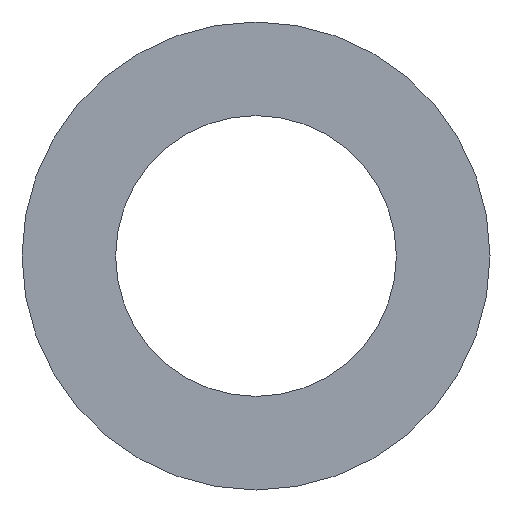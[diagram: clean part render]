
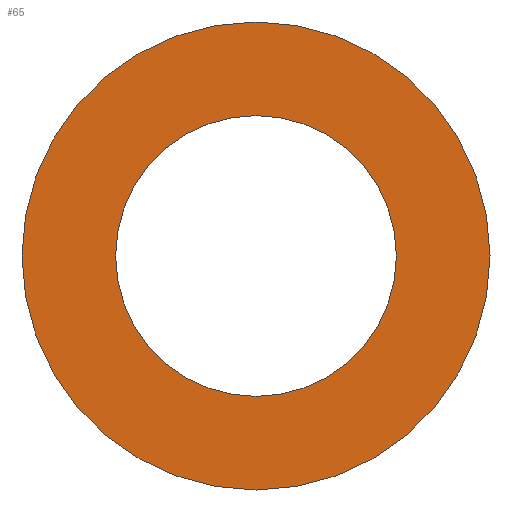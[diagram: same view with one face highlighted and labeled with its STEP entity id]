
A CAD part, front view. The second image highlights one B-rep face of the part: STEP entity #65.
In plain terms, the highlighted planar face has unit normal (0, -1, 0).
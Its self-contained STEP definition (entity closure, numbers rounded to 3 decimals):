
#2 = AXIS2_PLACEMENT_3D ( 'NONE', #33, #79, #20 ) ;
#7 = CARTESIAN_POINT ( 'NONE',  ( 0., 0., -5. ) ) ;
#17 = VERTEX_POINT ( 'NONE', #151 ) ;
#20 = DIRECTION ( 'NONE',  ( 0., 0., 1. ) ) ;
#22 = EDGE_CURVE ( 'NONE', #133, #61, #114, .T. ) ;
#25 = PLANE ( 'NONE',  #132 ) ;
#26 = FACE_OUTER_BOUND ( 'NONE', #118, .T. ) ;
#29 = EDGE_LOOP ( 'NONE', ( #149, #77 ) ) ;
#30 = AXIS2_PLACEMENT_3D ( 'NONE', #66, #167, #140 ) ;
#31 = EDGE_CURVE ( 'NONE', #32, #17, #166, .T. ) ;
#32 = VERTEX_POINT ( 'NONE', #62 ) ;
#33 = CARTESIAN_POINT ( 'NONE',  ( 0., 0., 0. ) ) ;
#38 = DIRECTION ( 'NONE',  ( 0., 1., 0. ) ) ;
#41 = DIRECTION ( 'NONE',  ( 0., 0., 1. ) ) ;
#52 = CARTESIAN_POINT ( 'NONE',  ( 0., 0., 0. ) ) ;
#60 = EDGE_CURVE ( 'NONE', #17, #32, #84, .T. ) ;
#61 = VERTEX_POINT ( 'NONE', #7 ) ;
#62 = CARTESIAN_POINT ( 'NONE',  ( 0., 0., 3. ) ) ;
#64 = ORIENTED_EDGE ( 'NONE', *, *, #154, .F. ) ;
#65 = ADVANCED_FACE ( 'NONE', ( #26, #130 ), #25, .F. ) ;
#66 = CARTESIAN_POINT ( 'NONE',  ( 0., 0., 0. ) ) ;
#70 = CARTESIAN_POINT ( 'NONE',  ( 0., 0., 5. ) ) ;
#77 = ORIENTED_EDGE ( 'NONE', *, *, #31, .T. ) ;
#79 = DIRECTION ( 'NONE',  ( 0., 1., 0. ) ) ;
#81 = DIRECTION ( 'NONE',  ( 0., 0., 1. ) ) ;
#82 = CIRCLE ( 'NONE', #190, 5. ) ;
#84 = CIRCLE ( 'NONE', #195, 3. ) ;
#88 = DIRECTION ( 'NONE',  ( 0., 1., 0. ) ) ;
#111 = CARTESIAN_POINT ( 'NONE',  ( 0., 0., 0. ) ) ;
#114 = CIRCLE ( 'NONE', #30, 5. ) ;
#118 = EDGE_LOOP ( 'NONE', ( #64, #164 ) ) ;
#130 = FACE_BOUND ( 'NONE', #29, .T. ) ;
#131 = CARTESIAN_POINT ( 'NONE',  ( 0., 0., 0. ) ) ;
#132 = AXIS2_PLACEMENT_3D ( 'NONE', #52, #38, #41 ) ;
#133 = VERTEX_POINT ( 'NONE', #70 ) ;
#140 = DIRECTION ( 'NONE',  ( 0., 0., 1. ) ) ;
#146 = DIRECTION ( 'NONE',  ( 0., 0., 1. ) ) ;
#149 = ORIENTED_EDGE ( 'NONE', *, *, #60, .T. ) ;
#151 = CARTESIAN_POINT ( 'NONE',  ( 0., 0., -3. ) ) ;
#154 = EDGE_CURVE ( 'NONE', #61, #133, #82, .T. ) ;
#164 = ORIENTED_EDGE ( 'NONE', *, *, #22, .F. ) ;
#166 = CIRCLE ( 'NONE', #2, 3. ) ;
#167 = DIRECTION ( 'NONE',  ( 0., 1., 0. ) ) ;
#171 = DIRECTION ( 'NONE',  ( 0., 1., 0. ) ) ;
#190 = AXIS2_PLACEMENT_3D ( 'NONE', #131, #88, #146 ) ;
#195 = AXIS2_PLACEMENT_3D ( 'NONE', #111, #171, #81 ) ;
